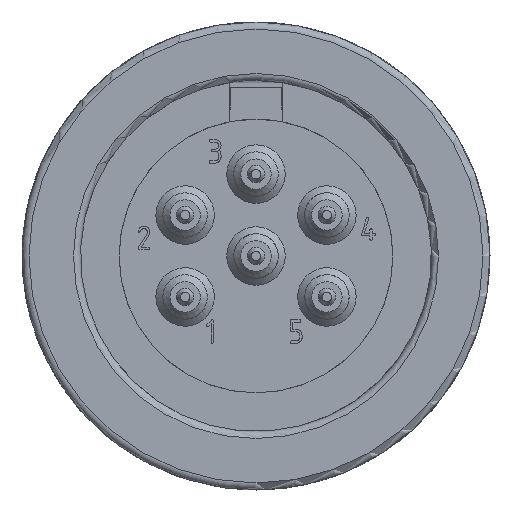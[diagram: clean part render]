
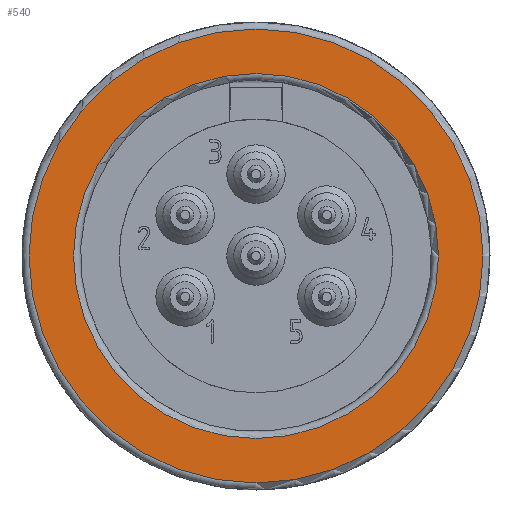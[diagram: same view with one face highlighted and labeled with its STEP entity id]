
A CAD part, left-side view. The second image highlights one B-rep face of the part: STEP entity #540.
In plain terms, the highlighted planar face has unit normal (-1, 0, 0).
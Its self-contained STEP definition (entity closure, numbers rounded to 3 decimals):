
#338=FACE_BOUND('',#949,.T.);
#339=FACE_BOUND('',#950,.T.);
#540=ADVANCED_FACE('',(#338,#339),#724,.T.);
#724=PLANE('',#3121);
#949=EDGE_LOOP('',(#1499));
#950=EDGE_LOOP('',(#1500));
#1256=CIRCLE('',#3119,9.7);
#1257=CIRCLE('',#3120,7.8);
#1499=ORIENTED_EDGE('',*,*,#2468,.T.);
#1500=ORIENTED_EDGE('',*,*,#2469,.T.);
#2171=VERTEX_POINT('',#4424);
#2172=VERTEX_POINT('',#4426);
#2468=EDGE_CURVE('',#2171,#2171,#1256,.T.);
#2469=EDGE_CURVE('',#2172,#2172,#1257,.T.);
#3119=AXIS2_PLACEMENT_3D('',#4423,#3537,#3538);
#3120=AXIS2_PLACEMENT_3D('',#4425,#3539,#3540);
#3121=AXIS2_PLACEMENT_3D('',#4427,#3541,#3542);
#3537=DIRECTION('',(-1.,0.,0.));
#3538=DIRECTION('',(0.,0.,1.));
#3539=DIRECTION('',(1.,0.,0.));
#3540=DIRECTION('',(0.,0.,1.));
#3541=DIRECTION('',(-1.,0.,0.));
#3542=DIRECTION('',(0.,0.,1.));
#4423=CARTESIAN_POINT('',(0.,0.,0.));
#4424=CARTESIAN_POINT('',(0.,0.,9.7));
#4425=CARTESIAN_POINT('',(0.,0.,0.));
#4426=CARTESIAN_POINT('',(0.,0.,7.8));
#4427=CARTESIAN_POINT('',(0.,0.,0.));
